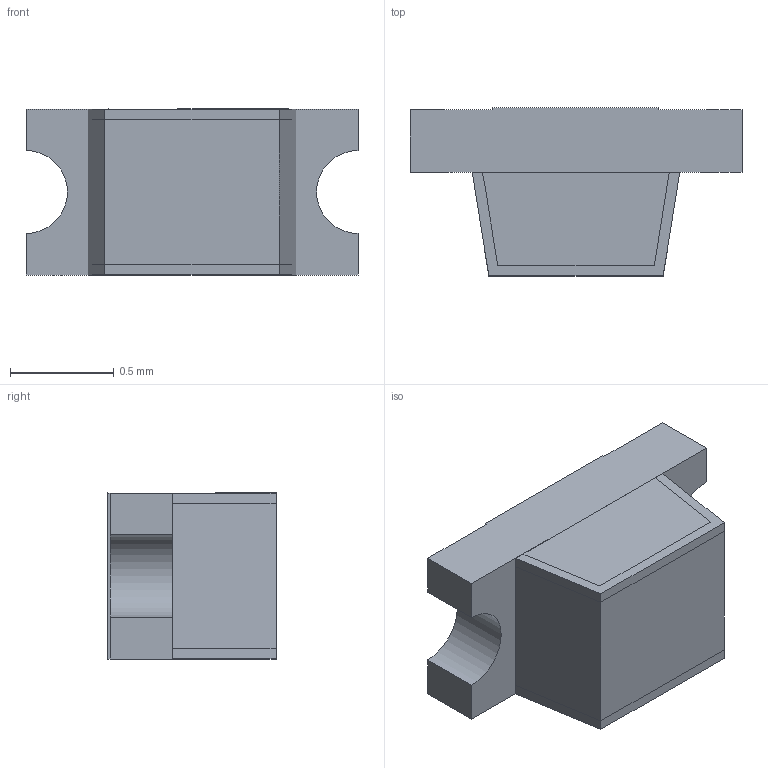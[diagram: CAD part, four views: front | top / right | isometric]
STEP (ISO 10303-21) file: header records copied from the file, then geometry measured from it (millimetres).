
FILE_DESCRIPTION (( 'STEP AP214' ), '1' );
FILE_NAME ('LS Q976-NR-1.STEP', '2023-05-05T12:32:06', ( '' ), ( '' ), 'SwSTEP 2.0', 'SolidWorks 2021', '' );
FILE_SCHEMA (( 'AUTOMOTIVE_DESIGN' ));
Length unit declared in the file: millimetre
Products named in the file (1): LS Q976-NR-1
Bounding box: 1.6 x 0.81 x 0.8 mm (x, y, z)
Volume: 0.5 mm3; surface area: 9.3 mm2
Topology: 4 solids, 4 shells, 42 faces, 99 edges, 66 vertices
Faces by surface type: plane 40, cylinder 2
Entity records: 1710 total; most frequent: CARTESIAN_POINT 208, ORIENTED_EDGE 198, DIRECTION 189, EDGE_CURVE 99, VECTOR 95, LINE 95, VERTEX_POINT 66, UNCERTAINTY_MEASURE_WITH_UNIT 48
